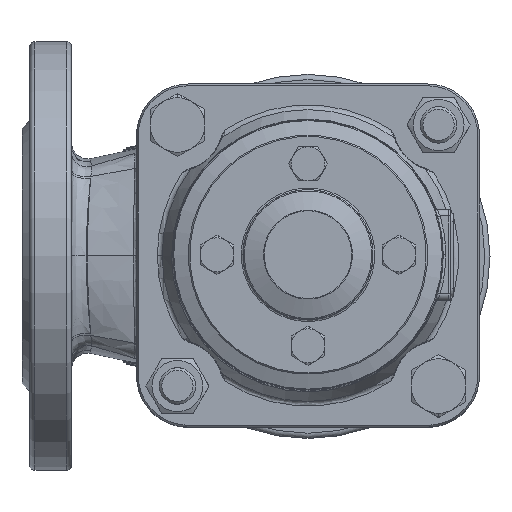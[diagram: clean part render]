
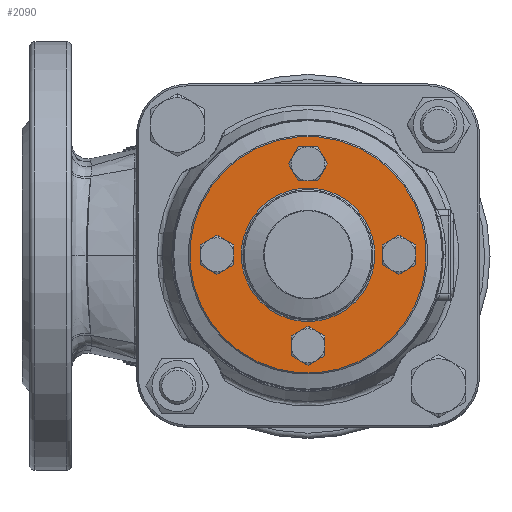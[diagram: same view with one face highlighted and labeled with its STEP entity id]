
A CAD part, top view. The second image highlights one B-rep face of the part: STEP entity #2090.
In plain terms, the highlighted planar face has unit normal (0, 0, 1).
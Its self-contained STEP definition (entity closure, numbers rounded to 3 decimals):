
#1591=CARTESIAN_POINT('',(32.173,32.173,269.3));
#1592=VERTEX_POINT('',#1591);
#1599=CARTESIAN_POINT('',(-32.173,-32.173,269.3));
#1600=VERTEX_POINT('',#1599);
#1601=CARTESIAN_POINT('',(-0.,0.,269.3));
#1602=DIRECTION('',(-0.,-0.,1.));
#1603=DIRECTION('',(0.707,0.707,0.));
#1604=AXIS2_PLACEMENT_3D('',#1601,#1602,#1603);
#1605=CIRCLE('',#1604,45.5);
#1606=EDGE_CURVE('NONE',#1600,#1592,#1605,.T.);
#1608=CARTESIAN_POINT('',(-0.,0.,269.3));
#1609=DIRECTION('',(-0.,-0.,1.));
#1610=DIRECTION('',(0.707,0.707,0.));
#1611=AXIS2_PLACEMENT_3D('',#1608,#1609,#1610);
#1612=CIRCLE('',#1611,45.5);
#1613=EDGE_CURVE('NONE',#1592,#1600,#1612,.T.);
#1642=CARTESIAN_POINT('',(18.173,18.173,269.3));
#1643=VERTEX_POINT('',#1642);
#1761=CARTESIAN_POINT('',(-18.173,-18.173,269.3));
#1762=VERTEX_POINT('',#1761);
#1763=CARTESIAN_POINT('',(-0.,0.,269.3));
#1764=DIRECTION('',(0.,0.,-1.));
#1765=DIRECTION('',(0.707,0.707,0.));
#1766=AXIS2_PLACEMENT_3D('',#1763,#1764,#1765);
#1767=CIRCLE('',#1766,25.7);
#1768=EDGE_CURVE('NONE',#1762,#1643,#1767,.T.);
#1770=CARTESIAN_POINT('',(-0.,0.,269.3));
#1771=DIRECTION('',(0.,0.,-1.));
#1772=DIRECTION('',(0.707,0.707,0.));
#1773=AXIS2_PLACEMENT_3D('',#1770,#1771,#1772);
#1774=CIRCLE('',#1773,25.7);
#1775=EDGE_CURVE('NONE',#1643,#1762,#1774,.T.);
#2077=CARTESIAN_POINT('',(-32.527,32.527,269.3));
#2078=DIRECTION('',(0.,0.,-1.));
#2079=DIRECTION('',(0.707,0.707,0.));
#2080=AXIS2_PLACEMENT_3D('',#2077,#2078,#2079);
#2081=PLANE('',#2080);
#2082=ORIENTED_EDGE('',*,*,#1613,.T.);
#2083=ORIENTED_EDGE('',*,*,#1606,.T.);
#2084=EDGE_LOOP('',(#2082,#2083));
#2085=FACE_BOUND('',#2084,.T.);
#2086=ORIENTED_EDGE('',*,*,#1775,.T.);
#2087=ORIENTED_EDGE('',*,*,#1768,.T.);
#2088=EDGE_LOOP('',(#2086,#2087));
#2089=FACE_BOUND('',#2088,.T.);
#2090=ADVANCED_FACE('NONE',(#2085,#2089),#2081,.F.);
